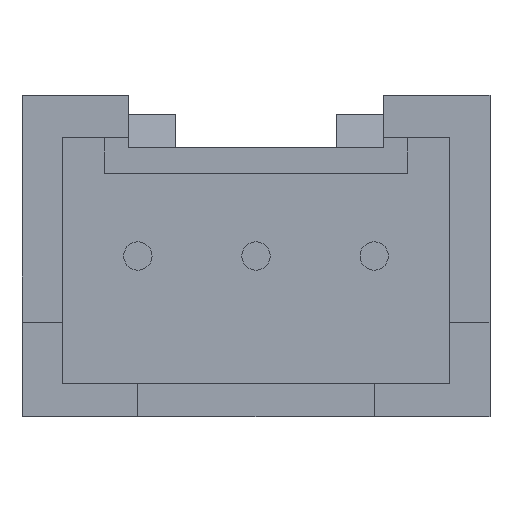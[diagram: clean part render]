
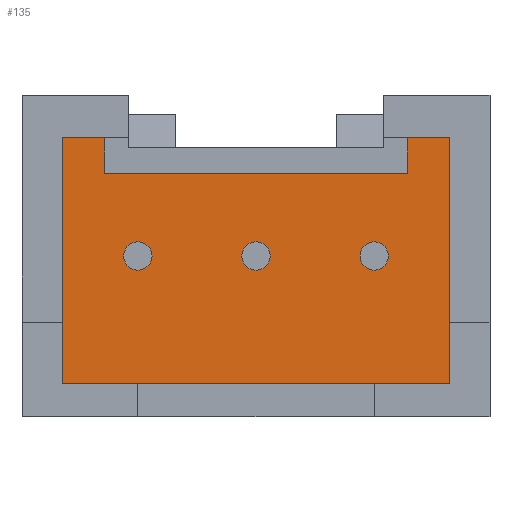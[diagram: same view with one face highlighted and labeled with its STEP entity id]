
A CAD part, front view. The second image highlights one B-rep face of the part: STEP entity #135.
In plain terms, the highlighted planar face has unit normal (0, -1, 0).
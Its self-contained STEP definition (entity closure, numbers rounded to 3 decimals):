
#61=CIRCLE('',#1103,0.3);
#62=CIRCLE('',#1104,0.3);
#63=CIRCLE('',#1105,0.3);
#135=ADVANCED_FACE('',(#229,#230,#231,#232),#196,.T.);
#196=PLANE('',#1106);
#229=FACE_BOUND('',#290,.T.);
#230=FACE_BOUND('',#291,.T.);
#231=FACE_BOUND('',#292,.T.);
#232=FACE_BOUND('',#293,.T.);
#290=EDGE_LOOP('',(#501));
#291=EDGE_LOOP('',(#502));
#292=EDGE_LOOP('',(#503));
#293=EDGE_LOOP('',(#504,#505,#506,#507,#508,#509,#510,#511));
#501=ORIENTED_EDGE('',*,*,#814,.F.);
#502=ORIENTED_EDGE('',*,*,#815,.T.);
#503=ORIENTED_EDGE('',*,*,#816,.F.);
#504=ORIENTED_EDGE('',*,*,#806,.F.);
#505=ORIENTED_EDGE('',*,*,#765,.F.);
#506=ORIENTED_EDGE('',*,*,#809,.F.);
#507=ORIENTED_EDGE('',*,*,#811,.F.);
#508=ORIENTED_EDGE('',*,*,#743,.F.);
#509=ORIENTED_EDGE('',*,*,#751,.F.);
#510=ORIENTED_EDGE('',*,*,#754,.F.);
#511=ORIENTED_EDGE('',*,*,#812,.F.);
#643=VERTEX_POINT('',#1456);
#644=VERTEX_POINT('',#1458);
#650=VERTEX_POINT('',#1472);
#652=VERTEX_POINT('',#1478);
#662=VERTEX_POINT('',#1501);
#663=VERTEX_POINT('',#1503);
#689=VERTEX_POINT('',#1582);
#690=VERTEX_POINT('',#1586);
#691=VERTEX_POINT('',#1596);
#692=VERTEX_POINT('',#1598);
#693=VERTEX_POINT('',#1600);
#743=EDGE_CURVE('',#643,#644,#878,.T.);
#751=EDGE_CURVE('',#650,#643,#886,.T.);
#754=EDGE_CURVE('',#652,#650,#889,.T.);
#765=EDGE_CURVE('',#662,#663,#900,.T.);
#806=EDGE_CURVE('',#663,#689,#937,.T.);
#809=EDGE_CURVE('',#690,#662,#940,.T.);
#811=EDGE_CURVE('',#644,#690,#942,.T.);
#812=EDGE_CURVE('',#689,#652,#943,.T.);
#814=EDGE_CURVE('',#691,#691,#61,.T.);
#815=EDGE_CURVE('',#692,#692,#62,.T.);
#816=EDGE_CURVE('',#693,#693,#63,.T.);
#878=LINE('',#1457,#992);
#886=LINE('',#1473,#1000);
#889=LINE('',#1479,#1003);
#900=LINE('',#1502,#1014);
#937=LINE('',#1581,#1051);
#940=LINE('',#1587,#1054);
#942=LINE('',#1590,#1056);
#943=LINE('',#1592,#1057);
#992=VECTOR('',#1182,1.);
#1000=VECTOR('',#1192,1.);
#1003=VECTOR('',#1197,1.);
#1014=VECTOR('',#1212,1.);
#1051=VECTOR('',#1281,1.);
#1054=VECTOR('',#1286,1.);
#1056=VECTOR('',#1290,1.);
#1057=VECTOR('',#1293,1.);
#1103=AXIS2_PLACEMENT_3D('',#1595,#1297,#1298);
#1104=AXIS2_PLACEMENT_3D('',#1597,#1299,#1300);
#1105=AXIS2_PLACEMENT_3D('',#1599,#1301,#1302);
#1106=AXIS2_PLACEMENT_3D('',#1601,#1303,#1304);
#1182=DIRECTION('',(0.,0.,1.));
#1192=DIRECTION('',(1.,0.,0.));
#1197=DIRECTION('',(0.,0.,-1.));
#1212=DIRECTION('',(-1.,0.,0.));
#1281=DIRECTION('',(0.,0.,1.));
#1286=DIRECTION('',(0.,0.,-1.));
#1290=DIRECTION('',(1.,0.,0.));
#1293=DIRECTION('',(1.,0.,0.));
#1297=DIRECTION('',(0.,-1.,0.));
#1298=DIRECTION('',(0.,0.,-1.));
#1299=DIRECTION('',(0.,1.,0.));
#1300=DIRECTION('',(0.,0.,-1.));
#1301=DIRECTION('',(0.,-1.,0.));
#1302=DIRECTION('',(0.,0.,-1.));
#1303=DIRECTION('',(0.,-1.,0.));
#1304=DIRECTION('',(0.,0.,-1.));
#1456=CARTESIAN_POINT('',(3.2,9.6,5.15));
#1457=CARTESIAN_POINT('',(3.2,9.6,5.9));
#1458=CARTESIAN_POINT('',(3.2,9.6,5.9));
#1472=CARTESIAN_POINT('',(-3.2,9.6,5.15));
#1473=CARTESIAN_POINT('',(3.2,9.6,5.15));
#1478=CARTESIAN_POINT('',(-3.2,9.6,5.9));
#1479=CARTESIAN_POINT('',(-3.2,9.6,5.15));
#1501=CARTESIAN_POINT('',(4.1,9.6,0.7));
#1502=CARTESIAN_POINT('',(-4.1,9.6,0.7));
#1503=CARTESIAN_POINT('',(-4.1,9.6,0.7));
#1581=CARTESIAN_POINT('',(-4.1,9.6,5.9));
#1582=CARTESIAN_POINT('',(-4.1,9.6,5.9));
#1586=CARTESIAN_POINT('',(4.1,9.6,5.9));
#1587=CARTESIAN_POINT('',(4.1,9.6,0.7));
#1590=CARTESIAN_POINT('',(4.1,9.6,5.9));
#1592=CARTESIAN_POINT('',(-3.2,9.6,5.9));
#1595=CARTESIAN_POINT('',(-2.5,9.6,3.4));
#1596=CARTESIAN_POINT('',(-2.5,9.6,3.1));
#1597=CARTESIAN_POINT('',(2.5,9.6,3.4));
#1598=CARTESIAN_POINT('',(2.5,9.6,3.1));
#1599=CARTESIAN_POINT('',(0.,9.6,3.4));
#1600=CARTESIAN_POINT('',(0.,9.6,3.1));
#1601=CARTESIAN_POINT('',(0.,9.6,0.));
